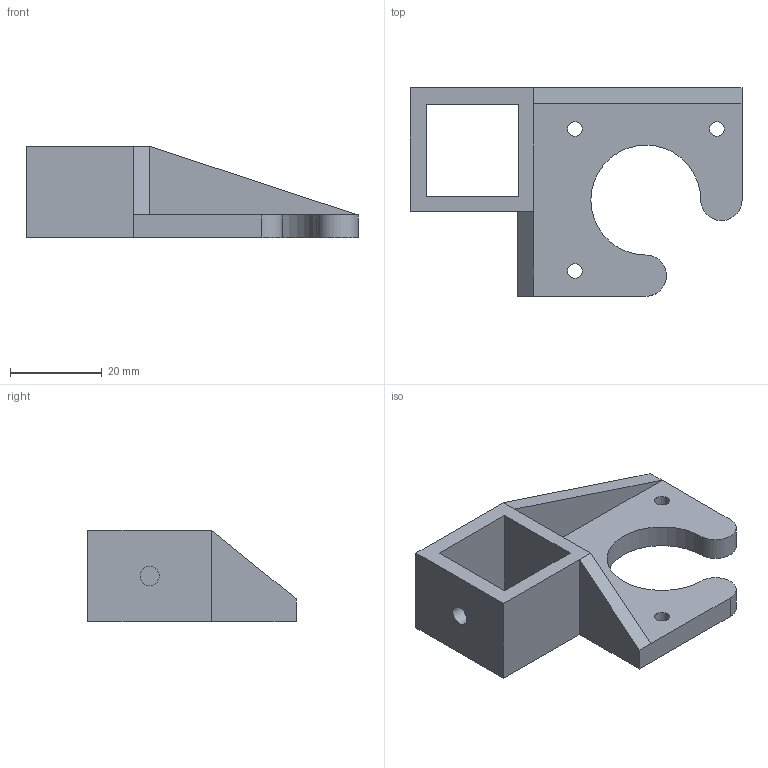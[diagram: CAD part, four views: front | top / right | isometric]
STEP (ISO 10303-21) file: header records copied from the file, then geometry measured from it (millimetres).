
FILE_DESCRIPTION(('FreeCAD Model'),'2;1');
FILE_NAME( 'z-motor-holder-L-x1.step', '2019-07-07T13:42:36',('Author'),(''), 'Open CASCADE STEP processor 6.8','FreeCAD','Unknown');
FILE_SCHEMA(('AUTOMOTIVE_DESIGN_CC2 { 1 2 10303 214 -1 1 5 4 }'));
Length unit declared in the file: millimetre
Products named in the file (2): ASSEMBLY; z-motor-holder-L
Assembly tree (1 placements, depth 2):
  ASSEMBLY
    z-motor-holder-L
Bounding box: 72.5 x 45.5 x 20 mm (x, y, z)
Volume: 15020.3 mm3; surface area: 9113.1 mm2
Topology: 1 solids, 1 shells, 24 faces, 62 edges, 40 vertices
Faces by surface type: plane 17, cylinder 7
Full cylindrical faces by diameter (mm): 3.2 x3, 4.2 x1
Entity records: 1635 total; most frequent: CARTESIAN_POINT 336, DIRECTION 238, LINE 158, VECTOR 158, ORIENTED_EDGE 124, PCURVE 124, DEFINITIONAL_REPRESENTATION 124, EDGE_CURVE 62
